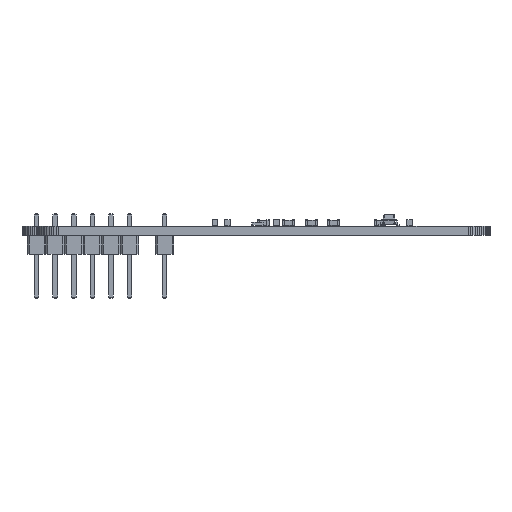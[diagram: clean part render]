
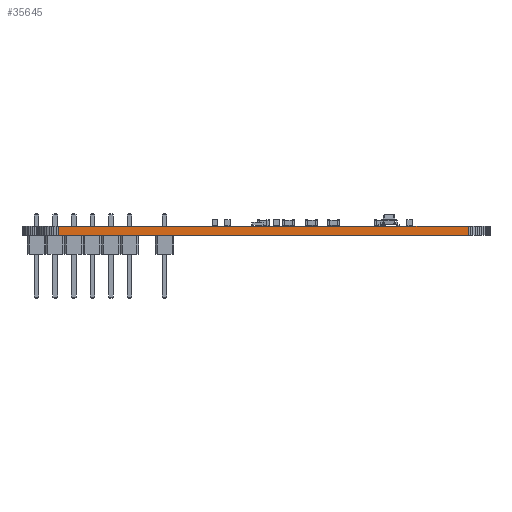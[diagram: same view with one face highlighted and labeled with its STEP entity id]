
A CAD part, left-side view. The second image highlights one B-rep face of the part: STEP entity #35645.
In plain terms, the highlighted planar face has unit normal (-1, 0, 0).
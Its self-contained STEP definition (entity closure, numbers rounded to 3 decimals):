
#22722 = PLANE('',#22723);
#22723 = AXIS2_PLACEMENT_3D('',#22724,#22725,#22726);
#22724 = CARTESIAN_POINT('',(31.,-28.657,1.27));
#22725 = DIRECTION('',(-0.,-0.,-1.));
#22726 = DIRECTION('',(-1.,0.,0.));
#22776 = PLANE('',#22777);
#22777 = AXIS2_PLACEMENT_3D('',#22778,#22779,#22780);
#22778 = CARTESIAN_POINT('',(31.,-28.657,0.));
#22779 = DIRECTION('',(-0.,-0.,-1.));
#22780 = DIRECTION('',(-1.,0.,0.));
#24509 = VERTEX_POINT('',#24510);
#24510 = CARTESIAN_POINT('',(0.,-59.,0.));
#24524 = PLANE('',#24525);
#24525 = AXIS2_PLACEMENT_3D('',#24526,#24527,#24528);
#24526 = CARTESIAN_POINT('',(0.019,-59.336,0.));
#24527 = DIRECTION('',(-0.998,-0.056,0.));
#24528 = DIRECTION('',(-0.056,0.998,0.));
#24536 = EDGE_CURVE('',#24509,#24537,#24539,.T.);
#24537 = VERTEX_POINT('',#24538);
#24538 = CARTESIAN_POINT('',(0.,-3.,0.));
#24539 = SURFACE_CURVE('',#24540,(#24544,#24551),.PCURVE_S1.);
#24540 = LINE('',#24541,#24542);
#24541 = CARTESIAN_POINT('',(0.,-59.,0.));
#24542 = VECTOR('',#24543,1.);
#24543 = DIRECTION('',(0.,1.,0.));
#24544 = PCURVE('',#22776,#24545);
#24545 = DEFINITIONAL_REPRESENTATION('',(#24546),#24550);
#24546 = LINE('',#24547,#24548);
#24547 = CARTESIAN_POINT('',(31.,-30.343));
#24548 = VECTOR('',#24549,1.);
#24549 = DIRECTION('',(0.,1.));
#24550 = ( GEOMETRIC_REPRESENTATION_CONTEXT(2) 
PARAMETRIC_REPRESENTATION_CONTEXT() REPRESENTATION_CONTEXT('2D SPACE',''
  ) );
#24551 = PCURVE('',#24552,#24557);
#24552 = PLANE('',#24553);
#24553 = AXIS2_PLACEMENT_3D('',#24554,#24555,#24556);
#24554 = CARTESIAN_POINT('',(0.,-59.,0.));
#24555 = DIRECTION('',(-1.,0.,0.));
#24556 = DIRECTION('',(0.,1.,0.));
#24557 = DEFINITIONAL_REPRESENTATION('',(#24558),#24562);
#24558 = LINE('',#24559,#24560);
#24559 = CARTESIAN_POINT('',(0.,0.));
#24560 = VECTOR('',#24561,1.);
#24561 = DIRECTION('',(1.,0.));
#24562 = ( GEOMETRIC_REPRESENTATION_CONTEXT(2) 
PARAMETRIC_REPRESENTATION_CONTEXT() REPRESENTATION_CONTEXT('2D SPACE',''
  ) );
#24580 = PLANE('',#24581);
#24581 = AXIS2_PLACEMENT_3D('',#24582,#24583,#24584);
#24582 = CARTESIAN_POINT('',(0.,-3.,0.));
#24583 = DIRECTION('',(-0.998,0.056,0.));
#24584 = DIRECTION('',(0.056,0.998,0.));
#30491 = VERTEX_POINT('',#30492);
#30492 = CARTESIAN_POINT('',(0.,-59.,1.27));
#30513 = EDGE_CURVE('',#30491,#30514,#30516,.T.);
#30514 = VERTEX_POINT('',#30515);
#30515 = CARTESIAN_POINT('',(0.,-3.,1.27));
#30516 = SURFACE_CURVE('',#30517,(#30521,#30528),.PCURVE_S1.);
#30517 = LINE('',#30518,#30519);
#30518 = CARTESIAN_POINT('',(0.,-59.,1.27));
#30519 = VECTOR('',#30520,1.);
#30520 = DIRECTION('',(0.,1.,0.));
#30521 = PCURVE('',#22722,#30522);
#30522 = DEFINITIONAL_REPRESENTATION('',(#30523),#30527);
#30523 = LINE('',#30524,#30525);
#30524 = CARTESIAN_POINT('',(31.,-30.343));
#30525 = VECTOR('',#30526,1.);
#30526 = DIRECTION('',(0.,1.));
#30527 = ( GEOMETRIC_REPRESENTATION_CONTEXT(2) 
PARAMETRIC_REPRESENTATION_CONTEXT() REPRESENTATION_CONTEXT('2D SPACE',''
  ) );
#30528 = PCURVE('',#24552,#30529);
#30529 = DEFINITIONAL_REPRESENTATION('',(#30530),#30534);
#30530 = LINE('',#30531,#30532);
#30531 = CARTESIAN_POINT('',(0.,-1.27));
#30532 = VECTOR('',#30533,1.);
#30533 = DIRECTION('',(1.,0.));
#30534 = ( GEOMETRIC_REPRESENTATION_CONTEXT(2) 
PARAMETRIC_REPRESENTATION_CONTEXT() REPRESENTATION_CONTEXT('2D SPACE',''
  ) );
#35595 = EDGE_CURVE('',#24537,#30514,#35596,.T.);
#35596 = SURFACE_CURVE('',#35597,(#35601,#35608),.PCURVE_S1.);
#35597 = LINE('',#35598,#35599);
#35598 = CARTESIAN_POINT('',(0.,-3.,0.));
#35599 = VECTOR('',#35600,1.);
#35600 = DIRECTION('',(0.,0.,1.));
#35601 = PCURVE('',#24580,#35602);
#35602 = DEFINITIONAL_REPRESENTATION('',(#35603),#35607);
#35603 = LINE('',#35604,#35605);
#35604 = CARTESIAN_POINT('',(0.,0.));
#35605 = VECTOR('',#35606,1.);
#35606 = DIRECTION('',(0.,-1.));
#35607 = ( GEOMETRIC_REPRESENTATION_CONTEXT(2) 
PARAMETRIC_REPRESENTATION_CONTEXT() REPRESENTATION_CONTEXT('2D SPACE',''
  ) );
#35608 = PCURVE('',#24552,#35609);
#35609 = DEFINITIONAL_REPRESENTATION('',(#35610),#35614);
#35610 = LINE('',#35611,#35612);
#35611 = CARTESIAN_POINT('',(56.,0.));
#35612 = VECTOR('',#35613,1.);
#35613 = DIRECTION('',(0.,-1.));
#35614 = ( GEOMETRIC_REPRESENTATION_CONTEXT(2) 
PARAMETRIC_REPRESENTATION_CONTEXT() REPRESENTATION_CONTEXT('2D SPACE',''
  ) );
#35645 = ADVANCED_FACE('',(#35646),#24552,.T.);
#35646 = FACE_BOUND('',#35647,.T.);
#35647 = EDGE_LOOP('',(#35648,#35669,#35670,#35671));
#35648 = ORIENTED_EDGE('',*,*,#35649,.T.);
#35649 = EDGE_CURVE('',#24509,#30491,#35650,.T.);
#35650 = SURFACE_CURVE('',#35651,(#35655,#35662),.PCURVE_S1.);
#35651 = LINE('',#35652,#35653);
#35652 = CARTESIAN_POINT('',(0.,-59.,0.));
#35653 = VECTOR('',#35654,1.);
#35654 = DIRECTION('',(0.,0.,1.));
#35655 = PCURVE('',#24552,#35656);
#35656 = DEFINITIONAL_REPRESENTATION('',(#35657),#35661);
#35657 = LINE('',#35658,#35659);
#35658 = CARTESIAN_POINT('',(0.,0.));
#35659 = VECTOR('',#35660,1.);
#35660 = DIRECTION('',(0.,-1.));
#35661 = ( GEOMETRIC_REPRESENTATION_CONTEXT(2) 
PARAMETRIC_REPRESENTATION_CONTEXT() REPRESENTATION_CONTEXT('2D SPACE',''
  ) );
#35662 = PCURVE('',#24524,#35663);
#35663 = DEFINITIONAL_REPRESENTATION('',(#35664),#35668);
#35664 = LINE('',#35665,#35666);
#35665 = CARTESIAN_POINT('',(0.336,0.));
#35666 = VECTOR('',#35667,1.);
#35667 = DIRECTION('',(0.,-1.));
#35668 = ( GEOMETRIC_REPRESENTATION_CONTEXT(2) 
PARAMETRIC_REPRESENTATION_CONTEXT() REPRESENTATION_CONTEXT('2D SPACE',''
  ) );
#35669 = ORIENTED_EDGE('',*,*,#30513,.T.);
#35670 = ORIENTED_EDGE('',*,*,#35595,.F.);
#35671 = ORIENTED_EDGE('',*,*,#24536,.F.);
